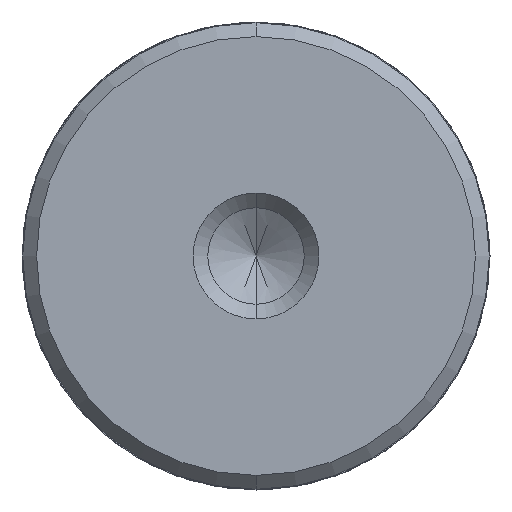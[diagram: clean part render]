
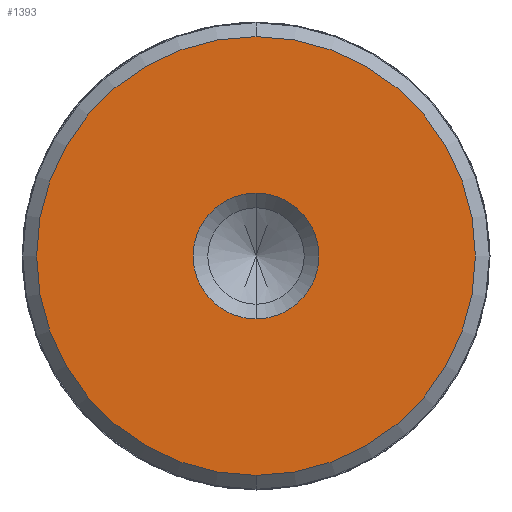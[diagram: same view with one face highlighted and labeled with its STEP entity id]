
A CAD part, front view. The second image highlights one B-rep face of the part: STEP entity #1393.
In plain terms, the highlighted planar face has unit normal (0, -1, 0).
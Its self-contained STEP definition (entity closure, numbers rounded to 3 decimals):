
#56 = ORIENTED_EDGE ( 'NONE', *, *, #1677, .T. ) ;
#68 = AXIS2_PLACEMENT_3D ( 'NONE', #605, #1838, #776 ) ;
#176 = DIRECTION ( 'NONE',  ( 0., 0., -1. ) ) ;
#214 = DIRECTION ( 'NONE',  ( 0., -1., 0. ) ) ;
#361 = AXIS2_PLACEMENT_3D ( 'NONE', #1234, #214, #1410 ) ;
#414 = CIRCLE ( 'NONE', #361, 7.5 ) ;
#460 = EDGE_CURVE ( 'NONE', #1325, #1062, #696, .T. ) ;
#512 = CARTESIAN_POINT ( 'NONE',  ( 8., -21.5, 0. ) ) ;
#564 = FACE_BOUND ( 'NONE', #1962, .T. ) ;
#605 = CARTESIAN_POINT ( 'NONE',  ( 0., -21.5, 0. ) ) ;
#679 = EDGE_LOOP ( 'NONE', ( #1071, #1254 ) ) ;
#696 = CIRCLE ( 'NONE', #2178, 2.15 ) ;
#706 = CARTESIAN_POINT ( 'NONE',  ( 0., -21.5, 7.5 ) ) ;
#776 = DIRECTION ( 'NONE',  ( 0., 0., -1. ) ) ;
#796 = CARTESIAN_POINT ( 'NONE',  ( 0., -21.5, 2.15 ) ) ;
#879 = DIRECTION ( 'NONE',  ( 0., 1., 0. ) ) ;
#910 = DIRECTION ( 'NONE',  ( 0., -1., 0. ) ) ;
#912 = CARTESIAN_POINT ( 'NONE',  ( 0., -21.5, -7.5 ) ) ;
#964 = AXIS2_PLACEMENT_3D ( 'NONE', #1975, #910, #1806 ) ;
#1062 = VERTEX_POINT ( 'NONE', #1422 ) ;
#1071 = ORIENTED_EDGE ( 'NONE', *, *, #1144, .T. ) ;
#1104 = CIRCLE ( 'NONE', #964, 7.5 ) ;
#1144 = EDGE_CURVE ( 'NONE', #1433, #1201, #1104, .T. ) ;
#1201 = VERTEX_POINT ( 'NONE', #912 ) ;
#1234 = CARTESIAN_POINT ( 'NONE',  ( 0., -21.5, 0. ) ) ;
#1254 = ORIENTED_EDGE ( 'NONE', *, *, #1506, .T. ) ;
#1325 = VERTEX_POINT ( 'NONE', #796 ) ;
#1370 = PLANE ( 'NONE',  #2128 ) ;
#1393 = ADVANCED_FACE ( 'NONE', ( #564, #1961 ), #1370, .T. ) ;
#1410 = DIRECTION ( 'NONE',  ( 0., 0., -1. ) ) ;
#1422 = CARTESIAN_POINT ( 'NONE',  ( 0., -21.5, -2.15 ) ) ;
#1433 = VERTEX_POINT ( 'NONE', #706 ) ;
#1506 = EDGE_CURVE ( 'NONE', #1201, #1433, #414, .T. ) ;
#1519 = CIRCLE ( 'NONE', #68, 2.15 ) ;
#1539 = ORIENTED_EDGE ( 'NONE', *, *, #460, .T. ) ;
#1677 = EDGE_CURVE ( 'NONE', #1062, #1325, #1519, .T. ) ;
#1743 = DIRECTION ( 'NONE',  ( 0., -1., 0. ) ) ;
#1806 = DIRECTION ( 'NONE',  ( 0., 0., -1. ) ) ;
#1838 = DIRECTION ( 'NONE',  ( 0., 1., 0. ) ) ;
#1939 = CARTESIAN_POINT ( 'NONE',  ( 0., -21.5, 0. ) ) ;
#1961 = FACE_OUTER_BOUND ( 'NONE', #679, .T. ) ;
#1962 = EDGE_LOOP ( 'NONE', ( #56, #1539 ) ) ;
#1975 = CARTESIAN_POINT ( 'NONE',  ( 0., -21.5, 0. ) ) ;
#2128 = AXIS2_PLACEMENT_3D ( 'NONE', #512, #1743, #176 ) ;
#2130 = DIRECTION ( 'NONE',  ( 0., 0., -1. ) ) ;
#2178 = AXIS2_PLACEMENT_3D ( 'NONE', #1939, #879, #2130 ) ;
